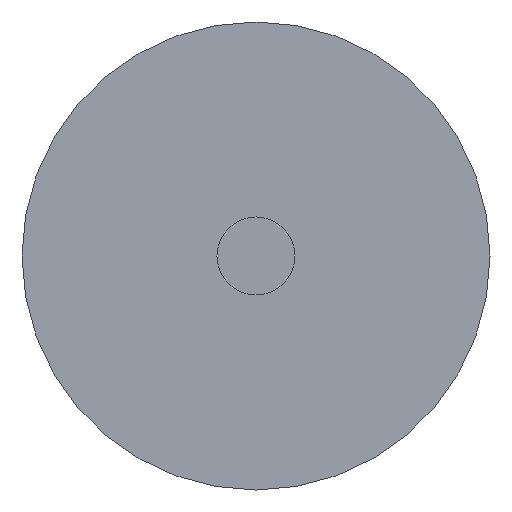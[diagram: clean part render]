
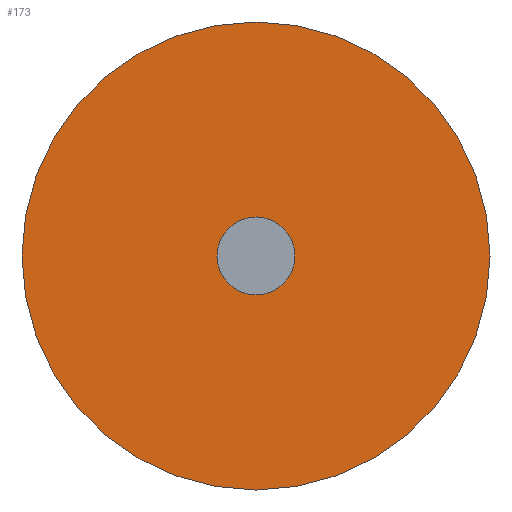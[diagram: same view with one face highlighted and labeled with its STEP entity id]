
A CAD part, front view. The second image highlights one B-rep face of the part: STEP entity #173.
In plain terms, the highlighted planar face has unit normal (0, -1, 0).
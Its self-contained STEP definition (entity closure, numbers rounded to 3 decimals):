
#11=CARTESIAN_POINT('',(0.,-30.,0.));
#12=DIRECTION('',(0.,-1.,0.));
#13=DIRECTION('',(0.,0.,1.));
#14=AXIS2_PLACEMENT_3D('',#11,#12,#13);
#20=CARTESIAN_POINT('',(0.,-30.,0.));
#21=DIRECTION('',(0.,-1.,0.));
#22=DIRECTION('',(0.,0.,-1.));
#23=AXIS2_PLACEMENT_3D('',#20,#21,#22);
#50=CARTESIAN_POINT('',(0.,-30.,0.));
#51=DIRECTION('',(0.,1.,0.));
#52=DIRECTION('',(1.,0.,0.));
#53=AXIS2_PLACEMENT_3D('',#50,#51,#52);
#66=CARTESIAN_POINT('',(0.,-30.,0.));
#67=DIRECTION('',(0.,-1.,0.));
#68=DIRECTION('',(1.,0.,0.));
#69=AXIS2_PLACEMENT_3D('',#66,#67,#68);
#136=CARTESIAN_POINT('',(6.,-30.,0.));
#137=CARTESIAN_POINT('',(-6.,-30.,0.));
#138=VERTEX_POINT('',#136);
#139=VERTEX_POINT('',#137);
#144=CARTESIAN_POINT('',(0.,-30.,1.));
#145=CARTESIAN_POINT('',(0.,-30.,-1.));
#146=VERTEX_POINT('',#144);
#147=VERTEX_POINT('',#145);
#156=CARTESIAN_POINT('',(0.,-30.,0.));
#157=DIRECTION('',(0.,-1.,0.));
#158=DIRECTION('',(-1.,0.,0.));
#159=AXIS2_PLACEMENT_3D('',#156,#157,#158);
#160=PLANE('',#159);
#162=ORIENTED_EDGE('',*,*,#161,.T.);
#164=ORIENTED_EDGE('',*,*,#163,.F.);
#165=EDGE_LOOP('',(#162,#164));
#166=FACE_OUTER_BOUND('',#165,.F.);
#168=ORIENTED_EDGE('',*,*,#167,.T.);
#170=ORIENTED_EDGE('',*,*,#169,.T.);
#171=EDGE_LOOP('',(#168,#170));
#172=FACE_BOUND('',#171,.F.);
#173=ADVANCED_FACE('',(#166,#172),#160,.T.);
#15=CIRCLE('',#14,1.);
#24=CIRCLE('',#23,1.);
#54=CIRCLE('',#53,6.);
#70=CIRCLE('',#69,6.);
#161=EDGE_CURVE('',#138,#139,#54,.T.);
#163=EDGE_CURVE('',#138,#139,#70,.T.);
#167=EDGE_CURVE('',#146,#147,#15,.T.);
#169=EDGE_CURVE('',#147,#146,#24,.T.);
